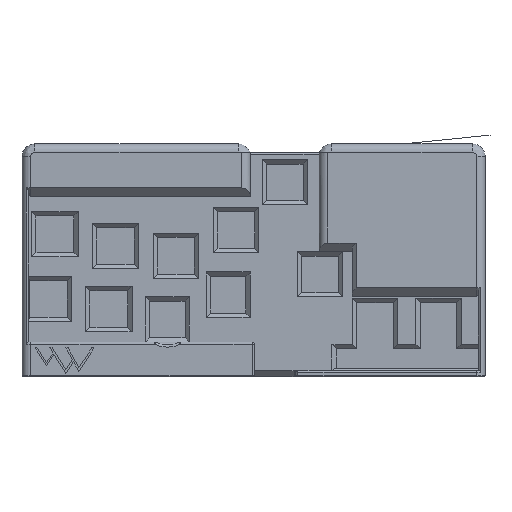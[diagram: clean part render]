
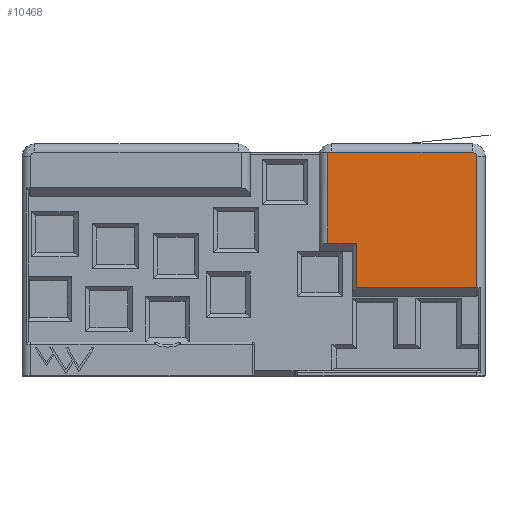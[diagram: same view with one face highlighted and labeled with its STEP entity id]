
A CAD part, front view. The second image highlights one B-rep face of the part: STEP entity #10468.
In plain terms, the highlighted planar face has unit normal (0, -1, 0).
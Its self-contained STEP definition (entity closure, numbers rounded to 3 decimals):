
#1296=CIRCLE('',#11165,2.);
#1400=FACE_OUTER_BOUND('',#2074,.T.);
#2074=EDGE_LOOP('',(#7027,#7028,#7029,#7030,#7031,#7032,#7033,#7034));
#2812=LINE('',#13057,#3566);
#2815=LINE('',#13076,#3569);
#2816=LINE('',#13093,#3570);
#2817=LINE('',#13095,#3571);
#2818=LINE('',#13097,#3572);
#2819=LINE('',#13099,#3573);
#2820=LINE('',#13102,#3574);
#3566=VECTOR('',#11594,10.);
#3569=VECTOR('',#11607,10.);
#3570=VECTOR('',#11610,10.);
#3571=VECTOR('',#11611,10.);
#3572=VECTOR('',#11612,10.);
#3573=VECTOR('',#11613,10.);
#3574=VECTOR('',#11616,10.);
#4305=VERTEX_POINT('',#13054);
#4306=VERTEX_POINT('',#13056);
#4311=VERTEX_POINT('',#13075);
#4312=VERTEX_POINT('',#13092);
#4313=VERTEX_POINT('',#13094);
#4314=VERTEX_POINT('',#13096);
#4315=VERTEX_POINT('',#13098);
#4316=VERTEX_POINT('',#13100);
#5329=EDGE_CURVE('',#4305,#4306,#2812,.T.);
#5336=EDGE_CURVE('',#4306,#4311,#2815,.T.);
#5338=EDGE_CURVE('',#4312,#4305,#2816,.T.);
#5339=EDGE_CURVE('',#4313,#4312,#2817,.T.);
#5340=EDGE_CURVE('',#4314,#4313,#2818,.T.);
#5341=EDGE_CURVE('',#4315,#4314,#2819,.T.);
#5342=EDGE_CURVE('',#4316,#4315,#1296,.T.);
#5343=EDGE_CURVE('',#4311,#4316,#2820,.T.);
#7027=ORIENTED_EDGE('',*,*,#5329,.F.);
#7028=ORIENTED_EDGE('',*,*,#5338,.F.);
#7029=ORIENTED_EDGE('',*,*,#5339,.F.);
#7030=ORIENTED_EDGE('',*,*,#5340,.F.);
#7031=ORIENTED_EDGE('',*,*,#5341,.F.);
#7032=ORIENTED_EDGE('',*,*,#5342,.F.);
#7033=ORIENTED_EDGE('',*,*,#5343,.F.);
#7034=ORIENTED_EDGE('',*,*,#5336,.F.);
#10230=PLANE('',#11164);
#10468=ADVANCED_FACE('',(#1400),#10230,.T.);
#11164=AXIS2_PLACEMENT_3D('',#13091,#11608,#11609);
#11165=AXIS2_PLACEMENT_3D('',#13101,#11614,#11615);
#11594=DIRECTION('',(0.,0.,1.));
#11607=DIRECTION('',(1.,0.,0.));
#11608=DIRECTION('center_axis',(0.,-1.,0.));
#11609=DIRECTION('ref_axis',(-1.,0.,0.));
#11610=DIRECTION('',(-1.,0.,0.));
#11611=DIRECTION('',(0.,0.,1.));
#11612=DIRECTION('',(-1.,0.,0.));
#11613=DIRECTION('',(0.,0.,-1.));
#11614=DIRECTION('center_axis',(0.,1.,0.));
#11615=DIRECTION('ref_axis',(0.707,0.,0.707));
#11616=DIRECTION('',(1.,0.,0.));
#13054=CARTESIAN_POINT('',(-75.3,-113.215,-50.125));
#13056=CARTESIAN_POINT('',(-75.3,-113.215,-8.015));
#13057=CARTESIAN_POINT('',(-75.3,-113.215,-56.115));
#13075=CARTESIAN_POINT('',(-73.643,-113.215,-8.015));
#13076=CARTESIAN_POINT('',(-94.525,-113.215,-8.015));
#13091=CARTESIAN_POINT('Origin',(-109.75,-113.215,-58.115));
#13092=CARTESIAN_POINT('',(-62.1,-113.215,-50.125));
#13093=CARTESIAN_POINT('',(-86.825,-113.215,-50.125));
#13094=CARTESIAN_POINT('',(-62.1,-113.215,-70.925));
#13095=CARTESIAN_POINT('',(-62.1,-113.215,-66.515));
#13096=CARTESIAN_POINT('',(-6.2,-113.215,-70.925));
#13097=CARTESIAN_POINT('',(-57.075,-113.215,-70.925));
#13098=CARTESIAN_POINT('',(-6.2,-113.215,-10.015));
#13099=CARTESIAN_POINT('',(-6.2,-113.215,-85.165));
#13100=CARTESIAN_POINT('',(-8.2,-113.215,-8.015));
#13101=CARTESIAN_POINT('Origin',(-8.2,-113.215,-10.015));
#13102=CARTESIAN_POINT('',(-55.975,-113.215,-8.015));
